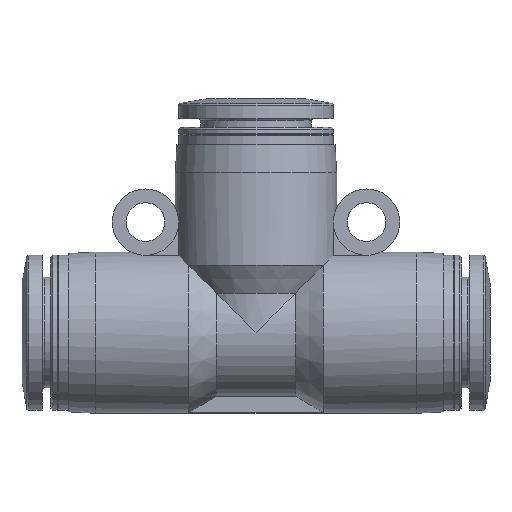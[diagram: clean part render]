
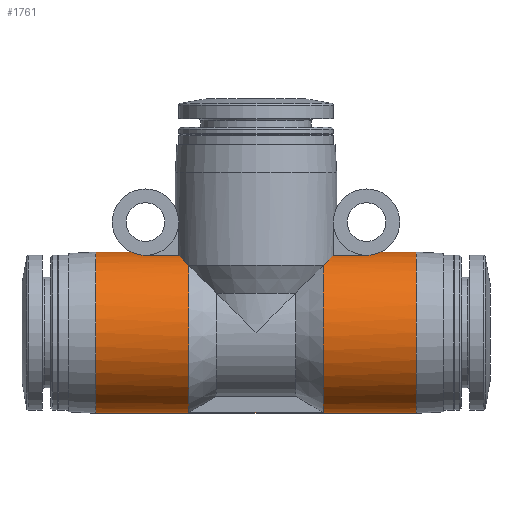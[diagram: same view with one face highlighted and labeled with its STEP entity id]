
A CAD part, front view. The second image highlights one B-rep face of the part: STEP entity #1761.
In plain terms, the highlighted cylindrical face has radius 8.75 mm (diameter 17.5 mm), a full revolution.
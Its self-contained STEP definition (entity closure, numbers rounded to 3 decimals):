
#88=LINE('',#2520,#116);
#89=LINE('',#2523,#117);
#90=LINE('',#2526,#118);
#91=LINE('',#2542,#119);
#92=LINE('',#2545,#120);
#93=LINE('',#2548,#121);
#116=VECTOR('',#2091,1000.);
#117=VECTOR('',#2094,1000.);
#118=VECTOR('',#2097,1000.);
#119=VECTOR('',#2102,1000.);
#120=VECTOR('',#2105,1000.);
#121=VECTOR('',#2108,1000.);
#142=B_SPLINE_CURVE_WITH_KNOTS('',3,(#2530,#2531,#2532,#2533,#2534,#2535,
#2536,#2537,#2538),.UNSPECIFIED.,.F.,.F.,(4,1,1,1,1,1,4),(0.003,
0.004,0.005,0.006,0.008,
0.009,0.01),.UNSPECIFIED.);
#143=B_SPLINE_CURVE_WITH_KNOTS('',3,(#2552,#2553,#2554,#2555,#2556,#2557,
#2558,#2559,#2560),.UNSPECIFIED.,.F.,.F.,(4,1,1,1,1,1,4),(0.01,
0.01,0.011,0.013,0.014,
0.015,0.016),.UNSPECIFIED.);
#154=ELLIPSE('',#1863,12.374,8.75);
#155=ELLIPSE('',#1865,12.374,8.75);
#156=ELLIPSE('',#1868,12.374,8.75);
#157=ELLIPSE('',#1870,12.374,8.75);
#183=ORIENTED_EDGE('',*,*,#461,.F.);
#184=ORIENTED_EDGE('',*,*,#462,.T.);
#185=ORIENTED_EDGE('',*,*,#463,.F.);
#186=ORIENTED_EDGE('',*,*,#464,.T.);
#187=ORIENTED_EDGE('',*,*,#459,.T.);
#188=ORIENTED_EDGE('',*,*,#465,.F.);
#189=ORIENTED_EDGE('',*,*,#466,.F.);
#190=ORIENTED_EDGE('',*,*,#467,.T.);
#191=ORIENTED_EDGE('',*,*,#457,.F.);
#192=ORIENTED_EDGE('',*,*,#468,.T.);
#193=ORIENTED_EDGE('',*,*,#469,.F.);
#194=ORIENTED_EDGE('',*,*,#470,.F.);
#195=ORIENTED_EDGE('',*,*,#471,.F.);
#196=ORIENTED_EDGE('',*,*,#472,.F.);
#197=ORIENTED_EDGE('',*,*,#451,.F.);
#198=ORIENTED_EDGE('',*,*,#473,.T.);
#199=ORIENTED_EDGE('',*,*,#474,.T.);
#200=ORIENTED_EDGE('',*,*,#475,.F.);
#201=ORIENTED_EDGE('',*,*,#449,.T.);
#202=ORIENTED_EDGE('',*,*,#476,.F.);
#203=ORIENTED_EDGE('',*,*,#477,.F.);
#204=ORIENTED_EDGE('',*,*,#478,.F.);
#449=EDGE_CURVE('',#589,#588,#154,.F.);
#451=EDGE_CURVE('',#590,#591,#155,.F.);
#457=EDGE_CURVE('',#596,#597,#156,.F.);
#459=EDGE_CURVE('',#599,#598,#157,.F.);
#461=EDGE_CURVE('',#600,#600,#701,.T.);
#462=EDGE_CURVE('',#601,#601,#702,.T.);
#463=EDGE_CURVE('',#602,#603,#703,.T.);
#464=EDGE_CURVE('',#602,#599,#88,.T.);
#465=EDGE_CURVE('',#604,#598,#704,.T.);
#466=EDGE_CURVE('',#605,#604,#89,.T.);
#467=EDGE_CURVE('',#605,#597,#705,.T.);
#468=EDGE_CURVE('',#596,#606,#90,.T.);
#469=EDGE_CURVE('',#607,#606,#706,.T.);
#470=EDGE_CURVE('',#608,#607,#142,.T.);
#471=EDGE_CURVE('',#609,#608,#707,.T.);
#472=EDGE_CURVE('',#591,#609,#91,.T.);
#473=EDGE_CURVE('',#590,#610,#708,.T.);
#474=EDGE_CURVE('',#610,#611,#92,.T.);
#475=EDGE_CURVE('',#589,#611,#709,.T.);
#476=EDGE_CURVE('',#612,#588,#93,.T.);
#477=EDGE_CURVE('',#613,#612,#710,.T.);
#478=EDGE_CURVE('',#603,#613,#143,.T.);
#588=VERTEX_POINT('',#2480);
#589=VERTEX_POINT('',#2482);
#590=VERTEX_POINT('',#2484);
#591=VERTEX_POINT('',#2486);
#596=VERTEX_POINT('',#2504);
#597=VERTEX_POINT('',#2506);
#598=VERTEX_POINT('',#2508);
#599=VERTEX_POINT('',#2510);
#600=VERTEX_POINT('',#2514);
#601=VERTEX_POINT('',#2516);
#602=VERTEX_POINT('',#2518);
#603=VERTEX_POINT('',#2519);
#604=VERTEX_POINT('',#2522);
#605=VERTEX_POINT('',#2524);
#606=VERTEX_POINT('',#2527);
#607=VERTEX_POINT('',#2529);
#608=VERTEX_POINT('',#2539);
#609=VERTEX_POINT('',#2541);
#610=VERTEX_POINT('',#2544);
#611=VERTEX_POINT('',#2546);
#612=VERTEX_POINT('',#2549);
#613=VERTEX_POINT('',#2551);
#701=CIRCLE('',#1872,8.75);
#702=CIRCLE('',#1873,8.75);
#703=CIRCLE('',#1874,8.75);
#704=CIRCLE('',#1875,8.75);
#705=CIRCLE('',#1876,8.75);
#706=CIRCLE('',#1877,8.75);
#707=CIRCLE('',#1878,8.75);
#708=CIRCLE('',#1879,8.75);
#709=CIRCLE('',#1880,8.75);
#710=CIRCLE('',#1881,8.75);
#786=EDGE_LOOP('',(#183));
#787=EDGE_LOOP('',(#184));
#788=EDGE_LOOP('',(#185,#186,#187,#188,#189,#190,#191,#192,#193,#194,#195,
#196,#197,#198,#199,#200,#201,#202,#203,#204));
#946=FACE_BOUND('',#786,.T.);
#947=FACE_BOUND('',#787,.T.);
#948=FACE_BOUND('',#788,.T.);
#1103=CYLINDRICAL_SURFACE('',#1871,8.75);
#1761=ADVANCED_FACE('',(#946,#947,#948),#1103,.T.);
#1863=AXIS2_PLACEMENT_3D('',#2481,#2064,#2065);
#1865=AXIS2_PLACEMENT_3D('',#2485,#2068,#2069);
#1868=AXIS2_PLACEMENT_3D('',#2505,#2076,#2077);
#1870=AXIS2_PLACEMENT_3D('',#2509,#2080,#2081);
#1871=AXIS2_PLACEMENT_3D('',#2512,#2083,#2084);
#1872=AXIS2_PLACEMENT_3D('',#2513,#2085,#2086);
#1873=AXIS2_PLACEMENT_3D('',#2515,#2087,#2088);
#1874=AXIS2_PLACEMENT_3D('',#2517,#2089,#2090);
#1875=AXIS2_PLACEMENT_3D('',#2521,#2092,#2093);
#1876=AXIS2_PLACEMENT_3D('',#2525,#2095,#2096);
#1877=AXIS2_PLACEMENT_3D('',#2528,#2098,#2099);
#1878=AXIS2_PLACEMENT_3D('',#2540,#2100,#2101);
#1879=AXIS2_PLACEMENT_3D('',#2543,#2103,#2104);
#1880=AXIS2_PLACEMENT_3D('',#2547,#2106,#2107);
#1881=AXIS2_PLACEMENT_3D('',#2550,#2109,#2110);
#2064=DIRECTION('',(0.707,0.,0.707));
#2065=DIRECTION('',(-0.707,0.,0.707));
#2068=DIRECTION('',(0.707,0.,-0.707));
#2069=DIRECTION('',(0.707,0.,0.707));
#2076=DIRECTION('',(0.707,0.,-0.707));
#2077=DIRECTION('',(0.707,0.,0.707));
#2080=DIRECTION('',(0.707,0.,0.707));
#2081=DIRECTION('',(-0.707,0.,0.707));
#2083=DIRECTION('',(1.,0.,0.));
#2084=DIRECTION('',(0.,0.,-1.));
#2085=DIRECTION('',(1.,0.,0.));
#2086=DIRECTION('',(0.,0.,-1.));
#2087=DIRECTION('',(1.,0.,0.));
#2088=DIRECTION('',(0.,0.,-1.));
#2089=DIRECTION('',(1.,0.,0.));
#2090=DIRECTION('',(0.,0.,-1.));
#2091=DIRECTION('',(1.,0.,0.));
#2092=DIRECTION('',(1.,0.,0.));
#2093=DIRECTION('',(0.,0.,-1.));
#2094=DIRECTION('',(-1.,0.,0.));
#2095=DIRECTION('',(1.,0.,0.));
#2096=DIRECTION('',(0.,0.,-1.));
#2097=DIRECTION('',(1.,0.,0.));
#2098=DIRECTION('',(-1.,0.,0.));
#2099=DIRECTION('',(0.,0.,1.));
#2100=DIRECTION('',(-1.,0.,0.));
#2101=DIRECTION('',(0.,0.,1.));
#2102=DIRECTION('',(1.,0.,0.));
#2103=DIRECTION('',(1.,0.,0.));
#2104=DIRECTION('',(0.,0.,-1.));
#2105=DIRECTION('',(-1.,0.,0.));
#2106=DIRECTION('',(1.,0.,0.));
#2107=DIRECTION('',(0.,0.,-1.));
#2108=DIRECTION('',(1.,0.,0.));
#2109=DIRECTION('',(1.,0.,0.));
#2110=DIRECTION('',(0.,0.,-1.));
#2480=CARTESIAN_POINT('',(-8.385,-2.5,8.385));
#2481=CARTESIAN_POINT('',(0.,0.,0.));
#2482=CARTESIAN_POINT('',(-7.3,-4.824,7.3));
#2484=CARTESIAN_POINT('',(7.3,-4.824,7.3));
#2485=CARTESIAN_POINT('',(0.,0.,0.));
#2486=CARTESIAN_POINT('',(8.385,-2.5,8.385));
#2504=CARTESIAN_POINT('',(8.385,2.5,8.385));
#2505=CARTESIAN_POINT('',(0.,0.,0.));
#2506=CARTESIAN_POINT('',(7.3,4.824,7.3));
#2508=CARTESIAN_POINT('',(-7.3,4.824,7.3));
#2509=CARTESIAN_POINT('',(0.,0.,0.));
#2510=CARTESIAN_POINT('',(-8.385,2.5,8.385));
#2512=CARTESIAN_POINT('',(25.4,0.,0.));
#2513=CARTESIAN_POINT('',(17.4,0.,0.));
#2514=CARTESIAN_POINT('',(17.4,0.,-8.75));
#2515=CARTESIAN_POINT('',(-17.4,0.,0.));
#2516=CARTESIAN_POINT('',(-17.4,0.,-8.75));
#2517=CARTESIAN_POINT('',(-12.,0.,0.));
#2518=CARTESIAN_POINT('',(-12.,2.5,8.385));
#2519=CARTESIAN_POINT('',(-12.,2.45,8.4));
#2520=CARTESIAN_POINT('',(25.4,2.5,8.385));
#2521=CARTESIAN_POINT('',(-7.3,0.,0.));
#2522=CARTESIAN_POINT('',(-7.3,1.25,-8.66));
#2523=CARTESIAN_POINT('',(7.3,1.25,-8.66));
#2524=CARTESIAN_POINT('',(7.3,1.25,-8.66));
#2525=CARTESIAN_POINT('',(7.3,0.,0.));
#2526=CARTESIAN_POINT('',(25.4,2.5,8.385));
#2527=CARTESIAN_POINT('',(12.,2.5,8.385));
#2528=CARTESIAN_POINT('',(12.,0.,0.));
#2529=CARTESIAN_POINT('',(12.,2.45,8.4));
#2530=CARTESIAN_POINT('',(12.,-2.45,8.4));
#2531=CARTESIAN_POINT('',(12.271,-2.45,8.4));
#2532=CARTESIAN_POINT('',(12.79,-2.225,8.468));
#2533=CARTESIAN_POINT('',(13.408,-1.343,8.671));
#2534=CARTESIAN_POINT('',(13.642,0.002,8.803));
#2535=CARTESIAN_POINT('',(13.409,1.341,8.671));
#2536=CARTESIAN_POINT('',(12.789,2.227,8.468));
#2537=CARTESIAN_POINT('',(12.269,2.45,8.4));
#2538=CARTESIAN_POINT('',(12.,2.45,8.4));
#2539=CARTESIAN_POINT('',(12.,-2.45,8.4));
#2540=CARTESIAN_POINT('',(12.,0.,0.));
#2541=CARTESIAN_POINT('',(12.,-2.5,8.385));
#2542=CARTESIAN_POINT('',(25.4,-2.5,8.385));
#2543=CARTESIAN_POINT('',(7.3,0.,0.));
#2544=CARTESIAN_POINT('',(7.3,-1.25,-8.66));
#2545=CARTESIAN_POINT('',(7.3,-1.25,-8.66));
#2546=CARTESIAN_POINT('',(-7.3,-1.25,-8.66));
#2547=CARTESIAN_POINT('',(-7.3,0.,0.));
#2548=CARTESIAN_POINT('',(25.4,-2.5,8.385));
#2549=CARTESIAN_POINT('',(-12.,-2.5,8.385));
#2550=CARTESIAN_POINT('',(-12.,0.,0.));
#2551=CARTESIAN_POINT('',(-12.,-2.45,8.4));
#2552=CARTESIAN_POINT('',(-12.,2.45,8.4));
#2553=CARTESIAN_POINT('',(-12.269,2.45,8.4));
#2554=CARTESIAN_POINT('',(-12.79,2.226,8.468));
#2555=CARTESIAN_POINT('',(-13.406,1.345,8.671));
#2556=CARTESIAN_POINT('',(-13.642,0.001,8.803));
#2557=CARTESIAN_POINT('',(-13.409,-1.341,8.671));
#2558=CARTESIAN_POINT('',(-12.789,-2.226,8.468));
#2559=CARTESIAN_POINT('',(-12.27,-2.45,8.4));
#2560=CARTESIAN_POINT('',(-12.,-2.45,8.4));
